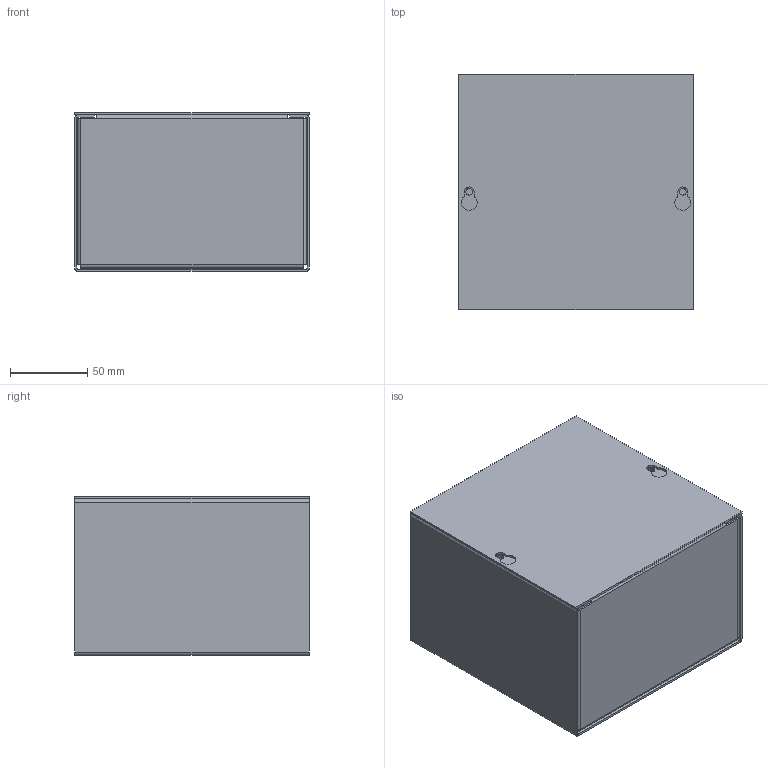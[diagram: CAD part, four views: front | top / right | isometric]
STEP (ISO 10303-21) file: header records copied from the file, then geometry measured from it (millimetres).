
FILE_DESCRIPTION (( 'STEP AP203' ), '1' );
FILE_NAME ('CSG664_Default.step', '2019-11-13T15:52:40', ( '' ), ( '' ), 'SwSTEP 2.0', 'SolidWorks 2019', '' );
FILE_SCHEMA (( 'CONFIG_CONTROL_DESIGN' ));
Length unit declared in the file: inch
Products named in the file (1): CSG664_Default
Bounding box: 152.4 x 152.4 x 103.05 mm (x, y, z)
Volume: 175513.3 mm3; surface area: 246972.6 mm2
Topology: 4 solids, 4 shells, 189 faces, 494 edges, 318 vertices
Faces by surface type: plane 121, cylinder 60, bspline 4, cone 4
Entity records: 5939 total; most frequent: CARTESIAN_POINT 1074, DIRECTION 996, ORIENTED_EDGE 988, EDGE_CURVE 494, VECTOR 356, LINE 356, AXIS2_PLACEMENT_3D 320, VERTEX_POINT 318
